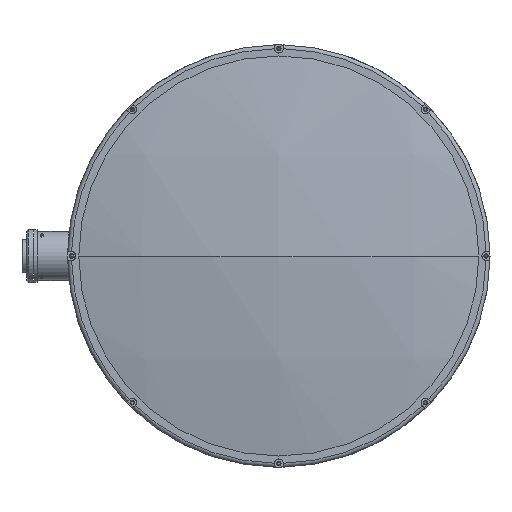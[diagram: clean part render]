
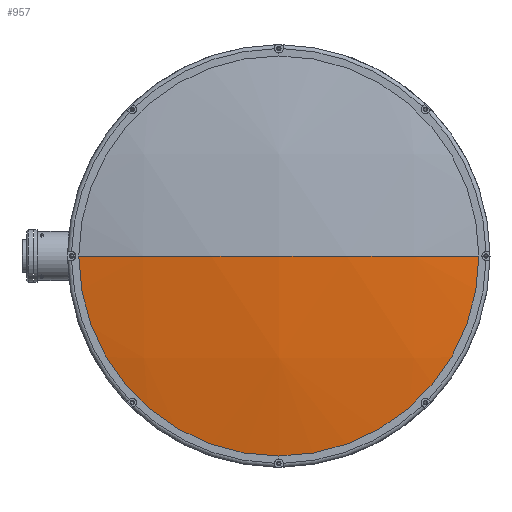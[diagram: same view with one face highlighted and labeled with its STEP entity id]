
A CAD part, left-side view. The second image highlights one B-rep face of the part: STEP entity #957.
In plain terms, the highlighted spherical face has radius 786 mm.
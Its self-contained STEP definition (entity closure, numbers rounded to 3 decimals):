
#111 = AXIS2_PLACEMENT_3D ( 'NONE', #8300, #8299, #8298 ) ;
#322 = CARTESIAN_POINT ( 'NONE',  ( -719.94, 0.64, 0. ) ) ;
#324 = CARTESIAN_POINT ( 'NONE',  ( -704.606, -153.86, 0. ) ) ;
#334 = CARTESIAN_POINT ( 'NONE',  ( -704.606, 155.14, 0. ) ) ;
#957 = ADVANCED_FACE ( 'NONE', ( #2293 ), #2291, .T. ) ;
#1231 = EDGE_CURVE ( 'NONE', #7236, #7240, #11406, .T. ) ;
#1232 = EDGE_CURVE ( 'NONE', #7240, #7241, #11400, .T. ) ;
#1239 = EDGE_CURVE ( 'NONE', #7236, #7241, #11386, .T. ) ;
#2291 = SPHERICAL_SURFACE ( 'NONE', #111, 786. ) ;
#2293 = FACE_OUTER_BOUND ( 'NONE', #8815, .T. ) ;
#3578 = ORIENTED_EDGE ( 'NONE', *, *, #1232, .T. ) ;
#3580 = ORIENTED_EDGE ( 'NONE', *, *, #1239, .F. ) ;
#3585 = ORIENTED_EDGE ( 'NONE', *, *, #1231, .T. ) ;
#7236 = VERTEX_POINT ( 'NONE', #334 ) ;
#7240 = VERTEX_POINT ( 'NONE', #324 ) ;
#7241 = VERTEX_POINT ( 'NONE', #322 ) ;
#8298 = DIRECTION ( 'NONE',  ( 0., 1., 0. ) ) ;
#8299 = DIRECTION ( 'NONE',  ( 0., 0., -1. ) ) ;
#8300 = CARTESIAN_POINT ( 'NONE',  ( 66.06, 0.64, 0. ) ) ;
#8815 = EDGE_LOOP ( 'NONE', ( #3585, #3578, #3580 ) ) ;
#10485 = DIRECTION ( 'NONE',  ( 1., 0., 0. ) ) ;
#10486 = DIRECTION ( 'NONE',  ( 0., 0., 1. ) ) ;
#10487 = CARTESIAN_POINT ( 'NONE',  ( 66.06, 0.64, 0. ) ) ;
#10508 = DIRECTION ( 'NONE',  ( 0., 1., 0. ) ) ;
#10510 = DIRECTION ( 'NONE',  ( 0., 0., -1. ) ) ;
#10511 = CARTESIAN_POINT ( 'NONE',  ( 66.06, 0.64, 0. ) ) ;
#10512 = DIRECTION ( 'NONE',  ( 0., 0., 1. ) ) ;
#10513 = DIRECTION ( 'NONE',  ( -1., 0., 0. ) ) ;
#10515 = CARTESIAN_POINT ( 'NONE',  ( -704.606, 0.64, 0. ) ) ;
#11384 = AXIS2_PLACEMENT_3D ( 'NONE', #10487, #10486, #10485 ) ;
#11386 = CIRCLE ( 'NONE', #11384, 786. ) ;
#11399 = AXIS2_PLACEMENT_3D ( 'NONE', #10511, #10510, #10508 ) ;
#11400 = CIRCLE ( 'NONE', #11399, 786. ) ;
#11401 = AXIS2_PLACEMENT_3D ( 'NONE', #10515, #10513, #10512 ) ;
#11406 = CIRCLE ( 'NONE', #11401, 154.5 ) ;
